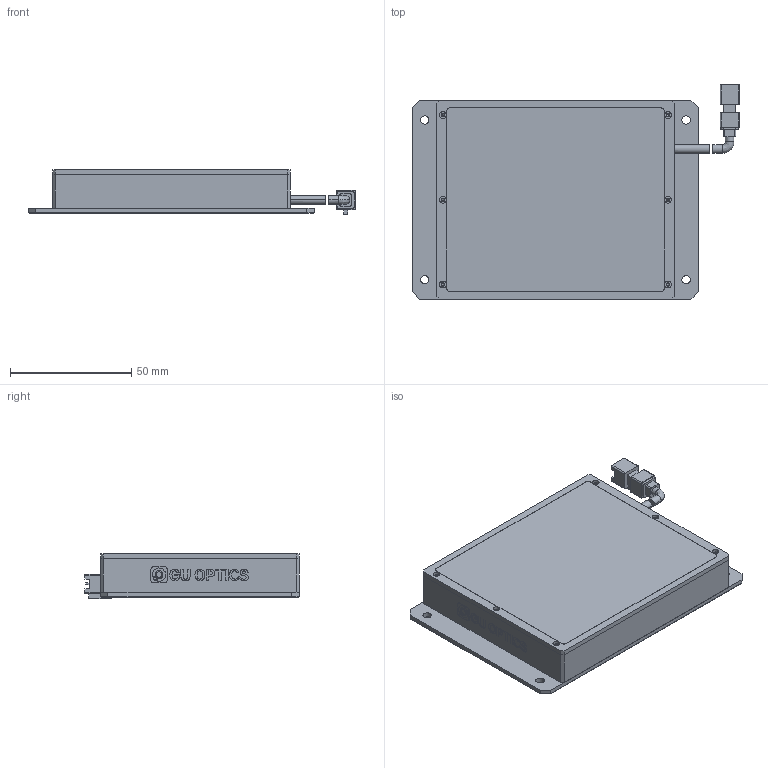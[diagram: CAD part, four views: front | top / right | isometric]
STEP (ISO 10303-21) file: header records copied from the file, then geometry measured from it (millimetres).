
FILE_DESCRIPTION (( 'STEP AP214' ), '1' );
FILE_NAME ('660704-W.STEP', '2019-03-06T08:48:47', ( 'user' ), ( '微软中国' ), 'SwSTEP 2.0', 'SolidWorks 2016', '' );
FILE_SCHEMA (( 'AUTOMOTIVE_DESIGN' ));
Length unit declared in the file: millimetre
Products named in the file (1): 660704-W
Bounding box: 135 x 88.5 x 18.6 mm (x, y, z)
Volume: 61805.2 mm3; surface area: 67263.5 mm2
Topology: 6 solids, 6 shells, 1243 faces, 3037 edges, 1996 vertices
Faces by surface type: plane 1028, cylinder 118, bspline 61, cone 36
Entity records: 48911 total; most frequent: CARTESIAN_POINT 7284, ORIENTED_EDGE 6026, DIRECTION 5509, EDGE_CURVE 3013, VECTOR 2647, LINE 2647, VERTEX_POINT 1996, EDGE_LOOP 1493
